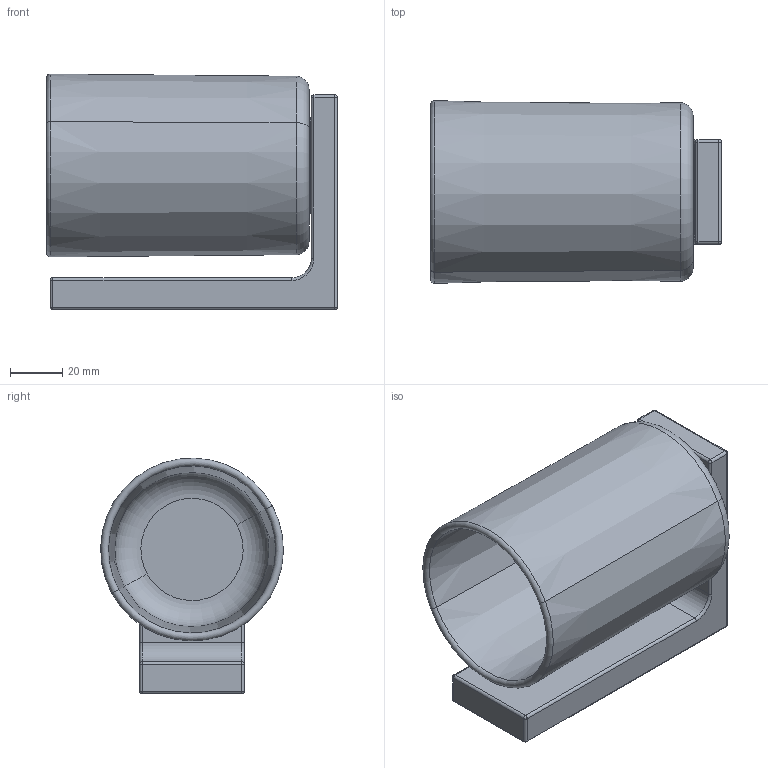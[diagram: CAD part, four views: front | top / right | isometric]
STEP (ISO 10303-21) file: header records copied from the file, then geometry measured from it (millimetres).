
FILE_DESCRIPTION(('CATIA V6 STEP','CAx-IF Rec.Pracs.--- Model Styling and Organization---1.4--- 2014-01-23','CAx-IF Rec.Pracs.---3D Tessellated Data Validation Properties---0.5---2014-09-14'),'2;1');
FILE_NAME('prd-HG-00134638.stp','2021-12-03T05:53:29+00:00',('none'),('none'),'3DEXPERIENCE Platform3DEXPERIENCE R2019x HotFix 5','3DEXPERIENCE Platform STEP AP242 v1','none');
FILE_SCHEMA(('AP242_MANAGED_MODEL_BASED_3D_ENGINEERING_MIM_LF {1 0 10303 442 1 1 4}'));
Length unit declared in the file: millimetre
Products named in the file (7): P-2_AX_Univ.Rectangular_Zahnputzb.; V5_Gewindestift_DIN914-M5x6-A2; V5_Griffstopfen_KHM_M54; P-2_AX_Univ._Square_Zahnputzb.; P-2_Becher_D75_AX_Starck_Next; P-2_Winkel_Zahnputzbecher_ACC_Starck_Next; P-2_Aufnahmedom_Zahnputzbecher__AX_Starck_Next
Assembly tree (8 placements, depth 3):
  P-2_AX_Univ.Rectangular_Zahnputzb.
    V5_Gewindestift_DIN914-M5x6-A2
    V5_Griffstopfen_KHM_M54  x3
    P-2_AX_Univ._Square_Zahnputzb.
      P-2_Becher_D75_AX_Starck_Next
    P-2_Winkel_Zahnputzbecher_ACC_Starck_Next
    P-2_Aufnahmedom_Zahnputzbecher__AX_Starck_Next
Bounding box: 111.4 x 69.98 x 90.29 mm (x, y, z)
Volume: 241937.3 mm3; surface area: 66568.3 mm2
Topology: 7 solids, 7 shells, 160 faces, 337 edges, 187 vertices
Faces by surface type: cylinder 46, cone 40, plane 36, torus 24, bspline 8, sphere 6
Entity records: 3984 total; most frequent: CARTESIAN_POINT 1212, ORIENTED_EDGE 554, DIRECTION 473, EDGE_CURVE 277, AXIS2_PLACEMENT_3D 253, VERTEX_POINT 159, EDGE_LOOP 140, ADVANCED_FACE 134
